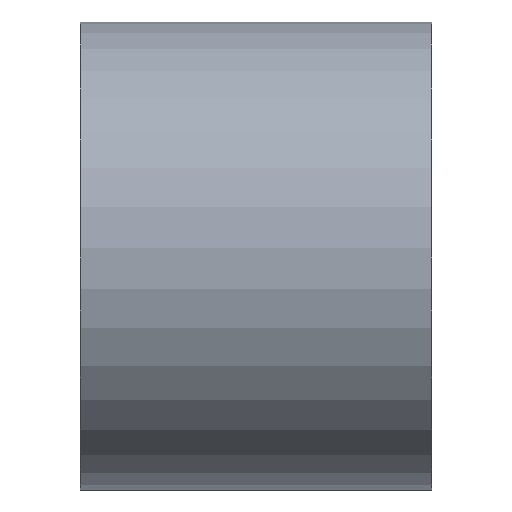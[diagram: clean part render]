
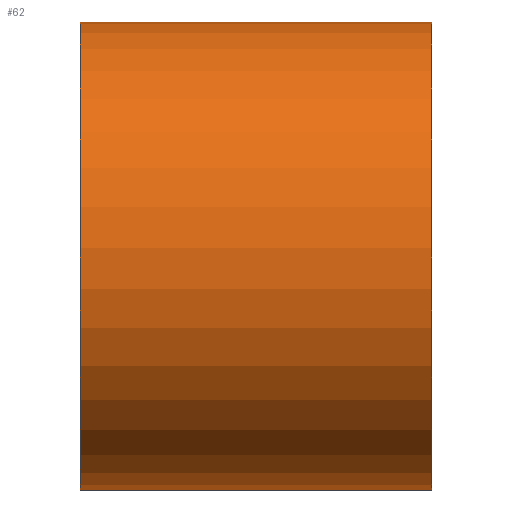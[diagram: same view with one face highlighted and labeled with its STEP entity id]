
A CAD part, front view. The second image highlights one B-rep face of the part: STEP entity #62.
In plain terms, the highlighted cylindrical face has radius 6.35 mm (diameter 12.7 mm), a full revolution.
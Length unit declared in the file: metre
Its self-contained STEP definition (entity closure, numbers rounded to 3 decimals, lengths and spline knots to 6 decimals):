
#21=CYLINDRICAL_SURFACE('',#82,0.00635);
#26=ORIENTED_EDGE('',*,*,#33,.F.);
#27=ORIENTED_EDGE('',*,*,#30,.T.);
#30=EDGE_CURVE('',#34,#34,#38,.T.);
#33=EDGE_CURVE('',#37,#37,#41,.T.);
#34=VERTEX_POINT('',#106);
#37=VERTEX_POINT('',#114);
#38=CIRCLE('',#78,0.00635);
#41=CIRCLE('',#83,0.00635);
#46=EDGE_LOOP('',(#26));
#47=EDGE_LOOP('',(#27));
#54=FACE_BOUND('',#46,.T.);
#55=FACE_BOUND('',#47,.T.);
#62=ADVANCED_FACE('',(#54,#55),#21,.T.);
#78=AXIS2_PLACEMENT_3D('',#105,#89,#90);
#82=AXIS2_PLACEMENT_3D('',#112,#97,#98);
#83=AXIS2_PLACEMENT_3D('',#113,#99,#100);
#89=DIRECTION('',(1.,0.,0.));
#90=DIRECTION('',(0.,-0.375,-0.927));
#97=DIRECTION('',(1.,0.,0.));
#98=DIRECTION('',(0.,0.375,0.927));
#99=DIRECTION('',(1.,0.,0.));
#100=DIRECTION('',(0.,-0.375,-0.927));
#105=CARTESIAN_POINT('',(-0.018617,0.848735,-0.022663));
#106=CARTESIAN_POINT('',(-0.018617,0.846356,-0.02855));
#112=CARTESIAN_POINT('',(-0.018619,0.848735,-0.022663));
#113=CARTESIAN_POINT('',(-0.009092,0.848735,-0.022663));
#114=CARTESIAN_POINT('',(-0.009092,0.846356,-0.02855));
